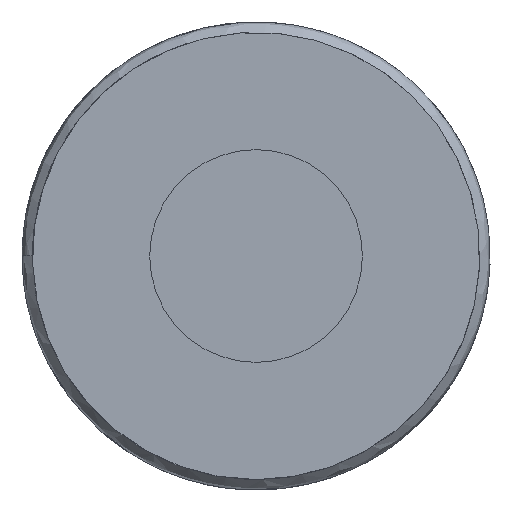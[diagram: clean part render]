
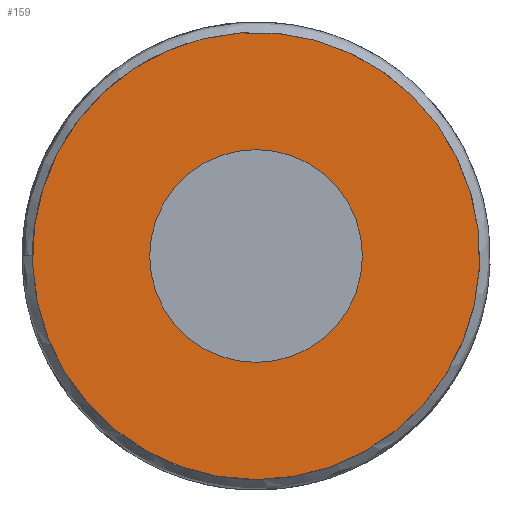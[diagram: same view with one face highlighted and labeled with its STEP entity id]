
A CAD part, front view. The second image highlights one B-rep face of the part: STEP entity #159.
In plain terms, the highlighted planar face has unit normal (0, -1, 0).
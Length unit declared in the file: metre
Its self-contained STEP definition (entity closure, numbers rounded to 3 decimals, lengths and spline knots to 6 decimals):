
#17=PLANE('',#188);
#42=ORIENTED_EDGE('',*,*,#74,.F.);
#43=ORIENTED_EDGE('',*,*,#76,.T.);
#74=EDGE_CURVE('',#93,#93,#107,.T.);
#76=EDGE_CURVE('',#95,#95,#109,.T.);
#93=VERTEX_POINT('',#255);
#95=VERTEX_POINT('',#260);
#107=CIRCLE('',#183,0.00635);
#109=CIRCLE('',#186,0.01335);
#119=EDGE_LOOP('',(#42));
#120=EDGE_LOOP('',(#43));
#138=FACE_BOUND('',#119,.T.);
#139=FACE_BOUND('',#120,.T.);
#159=ADVANCED_FACE('',(#138,#139),#17,.T.);
#183=AXIS2_PLACEMENT_3D('',#254,#207,#208);
#186=AXIS2_PLACEMENT_3D('',#259,#213,#214);
#188=AXIS2_PLACEMENT_3D('',#339,#218,#219);
#207=DIRECTION('',(0.,-1.,0.));
#208=DIRECTION('',(0.,0.,-1.));
#213=DIRECTION('',(0.,-1.,0.));
#214=DIRECTION('',(0.,0.,-1.));
#218=DIRECTION('',(0.,-1.,0.));
#219=DIRECTION('',(1.,0.,0.));
#254=CARTESIAN_POINT('',(0.,-0.0284,0.));
#255=CARTESIAN_POINT('',(0.,-0.0284,-0.00635));
#259=CARTESIAN_POINT('',(0.,-0.0284,0.));
#260=CARTESIAN_POINT('',(0.,-0.0284,-0.01335));
#339=CARTESIAN_POINT('',(0.,-0.0284,0.));
